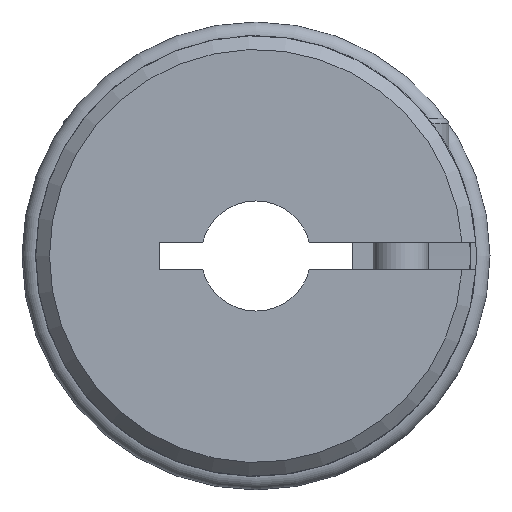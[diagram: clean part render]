
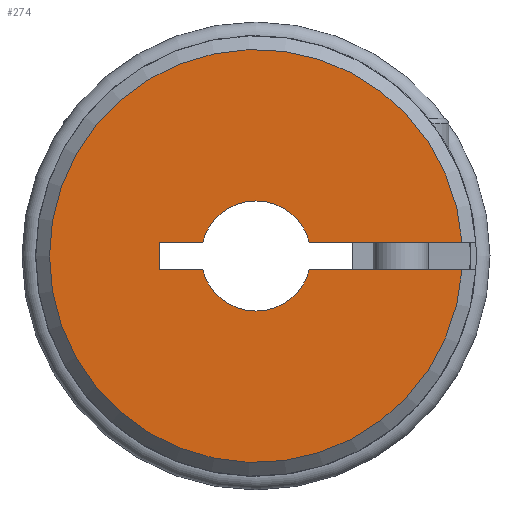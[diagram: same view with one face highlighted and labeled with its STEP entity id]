
A CAD part, left-side view. The second image highlights one B-rep face of the part: STEP entity #274.
In plain terms, the highlighted planar face has unit normal (-1, 0, 0).
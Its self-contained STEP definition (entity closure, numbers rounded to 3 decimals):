
#274 = ADVANCED_FACE( '', ( #629 ), #630, .T. );
#629 = FACE_OUTER_BOUND( '', #1058, .T. );
#630 = PLANE( '', #1059 );
#1058 = EDGE_LOOP( '', ( #1731, #1732, #1733, #1734, #1735, #1736, #1737, #1738 ) );
#1059 = AXIS2_PLACEMENT_3D( '', #1739, #1740, #1741 );
#1731 = ORIENTED_EDGE( '', *, *, #2375, .T. );
#1732 = ORIENTED_EDGE( '', *, *, #2376, .T. );
#1733 = ORIENTED_EDGE( '', *, *, #2350, .T. );
#1734 = ORIENTED_EDGE( '', *, *, #2325, .T. );
#1735 = ORIENTED_EDGE( '', *, *, #2152, .T. );
#1736 = ORIENTED_EDGE( '', *, *, #2377, .T. );
#1737 = ORIENTED_EDGE( '', *, *, #2378, .T. );
#1738 = ORIENTED_EDGE( '', *, *, #2268, .F. );
#1739 = CARTESIAN_POINT( '', ( -19.159, 0., 2.5 ) );
#1740 = DIRECTION( '', ( -1., 0., 0. ) );
#1741 = DIRECTION( '', ( 0., 1., 0. ) );
#2152 = EDGE_CURVE( '', #2491, #2489, #2492, .T. );
#2268 = EDGE_CURVE( '', #2679, #2680, #2681, .T. );
#2325 = EDGE_CURVE( '', #2766, #2491, #2767, .T. );
#2350 = EDGE_CURVE( '', #2801, #2766, #2802, .T. );
#2375 = EDGE_CURVE( '', #2679, #2833, #2834, .T. );
#2376 = EDGE_CURVE( '', #2833, #2801, #2835, .T. );
#2377 = EDGE_CURVE( '', #2489, #2836, #2837, .T. );
#2378 = EDGE_CURVE( '', #2836, #2680, #2838, .T. );
#2489 = VERTEX_POINT( '', #2976 );
#2491 = VERTEX_POINT( '', #2979 );
#2492 = LINE( '', #2980, #2981 );
#2679 = VERTEX_POINT( '', #3346 );
#2680 = VERTEX_POINT( '', #3347 );
#2681 = CIRCLE( '', #3348, 15. );
#2766 = VERTEX_POINT( '', #3457 );
#2767 = LINE( '', #3458, #3459 );
#2801 = VERTEX_POINT( '', #3500 );
#2802 = LINE( '', #3501, #3502 );
#2833 = VERTEX_POINT( '', #3605 );
#2834 = LINE( '', #3606, #3607 );
#2835 = CIRCLE( '', #3608, 4. );
#2836 = VERTEX_POINT( '', #3609 );
#2837 = CIRCLE( '', #3610, 4. );
#2838 = LINE( '', #3611, #3612 );
#2976 = CARTESIAN_POINT( '', ( -19.159, 3.873, 1. ) );
#2979 = CARTESIAN_POINT( '', ( -19.159, 7., 1. ) );
#2980 = CARTESIAN_POINT( '', ( -19.159, 7., 1. ) );
#2981 = VECTOR( '', #3832, 1000. );
#3346 = CARTESIAN_POINT( '', ( -19.159, -14.967, -1. ) );
#3347 = CARTESIAN_POINT( '', ( -19.159, -14.967, 1. ) );
#3348 = AXIS2_PLACEMENT_3D( '', #3992, #3993, #3994 );
#3457 = CARTESIAN_POINT( '', ( -19.159, 7., -1. ) );
#3458 = CARTESIAN_POINT( '', ( -19.159, 7., -1. ) );
#3459 = VECTOR( '', #4074, 1000. );
#3500 = CARTESIAN_POINT( '', ( -19.159, 3.873, -1. ) );
#3501 = CARTESIAN_POINT( '', ( -19.159, 0., -1. ) );
#3502 = VECTOR( '', #4106, 1000. );
#3605 = CARTESIAN_POINT( '', ( -19.159, -3.873, -1. ) );
#3606 = CARTESIAN_POINT( '', ( -19.159, -18., -1. ) );
#3607 = VECTOR( '', #4136, 1000. );
#3608 = AXIS2_PLACEMENT_3D( '', #4137, #4138, #4139 );
#3609 = CARTESIAN_POINT( '', ( -19.159, -3.873, 1. ) );
#3610 = AXIS2_PLACEMENT_3D( '', #4140, #4141, #4142 );
#3611 = CARTESIAN_POINT( '', ( -19.159, 7., 1. ) );
#3612 = VECTOR( '', #4143, 1000. );
#3832 = DIRECTION( '', ( 0., -1., 0. ) );
#3992 = CARTESIAN_POINT( '', ( -19.159, 0., 0. ) );
#3993 = DIRECTION( '', ( 1., 0., 0. ) );
#3994 = DIRECTION( '', ( 0., 0., 1. ) );
#4074 = DIRECTION( '', ( 0., 0., 1. ) );
#4106 = DIRECTION( '', ( 0., 1., 0. ) );
#4136 = DIRECTION( '', ( 0., 1., 0. ) );
#4137 = CARTESIAN_POINT( '', ( -19.159, 0., 0. ) );
#4138 = DIRECTION( '', ( 1., 0., 0. ) );
#4139 = DIRECTION( '', ( 0., 0., 1. ) );
#4140 = CARTESIAN_POINT( '', ( -19.159, 0., 0. ) );
#4141 = DIRECTION( '', ( 1., 0., 0. ) );
#4142 = DIRECTION( '', ( 0., 0., 1. ) );
#4143 = DIRECTION( '', ( 0., -1., 0. ) );
